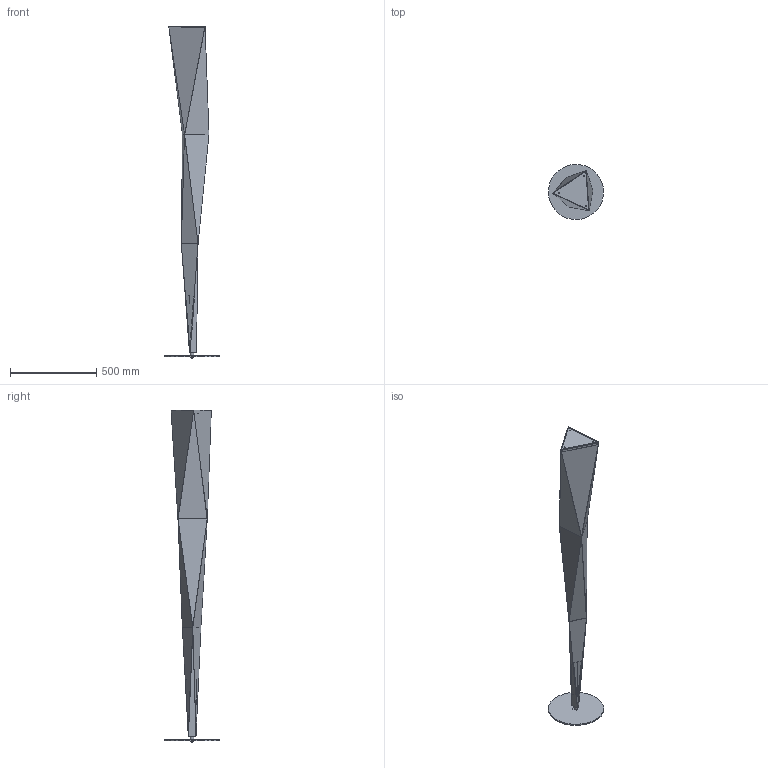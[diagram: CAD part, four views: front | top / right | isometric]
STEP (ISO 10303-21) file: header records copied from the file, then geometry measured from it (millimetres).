
FILE_DESCRIPTION(/* description */ (''),/* implementation_level */ '2;1');
FILE_NAME(/* name */ 'F553130XXXXXWL.stp',/* time_stamp */ '2020-01-15T15:15:21+01:00',/* author */ ('sghezzi'),/* organization */ (''),/* preprocessor_version */ 'ST-DEVELOPER v17.2',/* originating_system */ 'Autodesk Inventor 2019',/* authorisation */ '');
FILE_SCHEMA (('AUTOMOTIVE_DESIGN { 1 0 10303 214 3 1 1 }'));
Products named in the file (34): F553130XXXXXWL; 005429150; 006365500; 060009000; 064005001; 062009000; 006363100; 064002000; 065007481; 007429100; 007553149; 007553144; 007429121; 007553146; 007553128; 007553129; 007384202; 065007303; 007553103; 007553140; 006600071; 006600289; 063017000; 006384601; 007553122; 006518356; 005447660; 005302602; 005414399; 007553117; 007553118; 007553119; 003553120; 006521910
Assembly tree (56 placements, depth 3):
  F553130XXXXXWL
    005429150
    006365500
    060009000  x2
    064005001
    062009000
    006363100
    064002000
    065007481  x3
    006600071  x6
    007429100
    007553149
    006600289  x6
    007553144
      007429121
      007553146
      007553128
      007553129
      007384202
      065007303  x4
      007553103
    007553140
    063017000  x3
    006384601  x3
    007553122
    006518356
    005447660  x2
    005302602
    005414399
    007553117
      007553118
    007553119
    003553120
    006521910  x3
Bounding box: 319.99 x 319.99 x 1922.55 mm (x, y, z)
Volume: 1999435.9 mm3; surface area: 2239011.8 mm2
Topology: 57 solids, 57 shells, 1922 faces, 4872 edges, 3212 vertices
Faces by surface type: plane 1207, cylinder 484, cone 107, bspline 69, torus 29, sphere 26
Full cylindrical faces by diameter (mm): 1.35 x2, 2 x2, 2.3 x2, 2.459 x7, 2.5 x9, 3 x12, 3.2 x3, 3.242 x4, 3.3 x2, 3.5 x4, 4 x4, 4.134 x1, 4.5 x7, 5 x4, 5.9 x1, 6 x15, 6.8 x4, 7 x4, 8 x1, 8.376 x2, 8.917 x2, 9 x2, 9.5 x1, 10 x5, 10.2 x1, 10.5 x1, 12 x4, 13 x3, 14 x1, 16 x1
Entity records: 56231 total; most frequent: CARTESIAN_POINT 16774, ORIENTED_EDGE 7800, DIRECTION 7749, EDGE_CURVE 3900, LINE 2625, VECTOR 2625, VERTEX_POINT 2571, AXIS2_PLACEMENT_3D 2562
